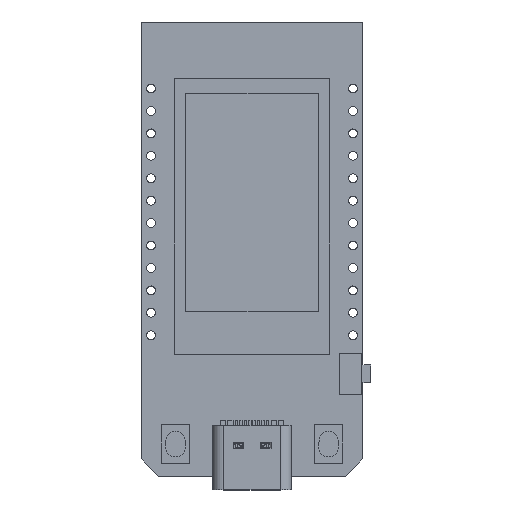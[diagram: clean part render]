
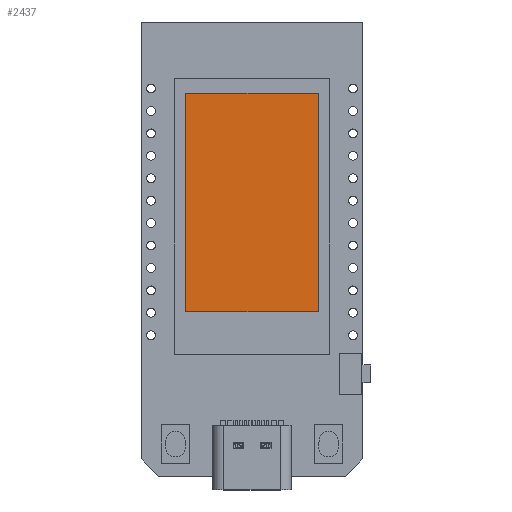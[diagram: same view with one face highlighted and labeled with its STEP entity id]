
A CAD part, top view. The second image highlights one B-rep face of the part: STEP entity #2437.
In plain terms, the highlighted planar face has unit normal (0, 0, 1).
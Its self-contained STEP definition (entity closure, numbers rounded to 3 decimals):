
#1953=FACE_OUTER_BOUND('',#3750,.T.);
#2437=ADVANCED_FACE('',(#1953),#2905,.T.);
#2905=PLANE('',#10550);
#3750=EDGE_LOOP('',(#4436,#4437,#4438,#4439));
#4436=ORIENTED_EDGE('',*,*,#7536,.F.);
#4437=ORIENTED_EDGE('',*,*,#7539,.F.);
#4438=ORIENTED_EDGE('',*,*,#7541,.F.);
#4439=ORIENTED_EDGE('',*,*,#7542,.F.);
#6728=VERTEX_POINT('',#13963);
#6729=VERTEX_POINT('',#13965);
#6730=VERTEX_POINT('',#13969);
#6731=VERTEX_POINT('',#13973);
#7536=EDGE_CURVE('',#6728,#6729,#8691,.T.);
#7539=EDGE_CURVE('',#6730,#6728,#8694,.T.);
#7541=EDGE_CURVE('',#6731,#6730,#8696,.T.);
#7542=EDGE_CURVE('',#6729,#6731,#8697,.T.);
#8691=LINE('',#13964,#9614);
#8694=LINE('',#13970,#9617);
#8696=LINE('',#13974,#9619);
#8697=LINE('',#13976,#9620);
#9614=VECTOR('',#11485,1.);
#9617=VECTOR('',#11490,1.);
#9619=VECTOR('',#11494,1.);
#9620=VECTOR('',#11497,1.);
#10550=AXIS2_PLACEMENT_3D('',#13978,#11500,#11501);
#11485=DIRECTION('',(0.,1.,0.));
#11490=DIRECTION('',(-1.,0.,0.));
#11494=DIRECTION('',(0.,-1.,0.));
#11497=DIRECTION('',(1.,0.,0.));
#11500=DIRECTION('',(0.,0.,1.));
#11501=DIRECTION('',(1.,0.,0.));
#13963=CARTESIAN_POINT('',(5.027,18.669,2.567));
#13964=CARTESIAN_POINT('',(5.027,43.434,2.567));
#13965=CARTESIAN_POINT('',(5.027,43.434,2.567));
#13969=CARTESIAN_POINT('',(20.063,18.669,2.567));
#13970=CARTESIAN_POINT('',(5.027,18.669,2.567));
#13973=CARTESIAN_POINT('',(20.063,43.434,2.567));
#13974=CARTESIAN_POINT('',(20.063,18.669,2.567));
#13976=CARTESIAN_POINT('',(20.063,43.434,2.567));
#13978=CARTESIAN_POINT('',(0.,0.,2.567));
